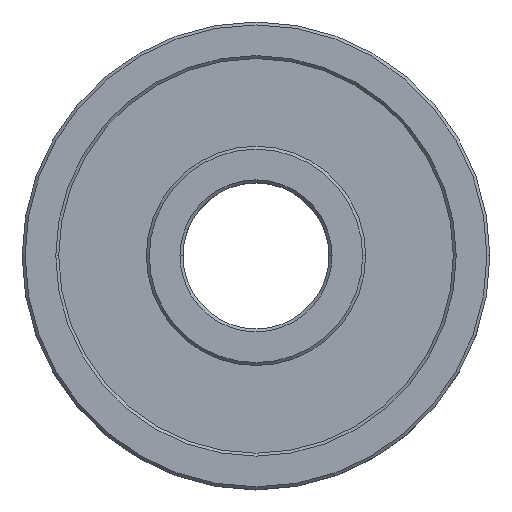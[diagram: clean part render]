
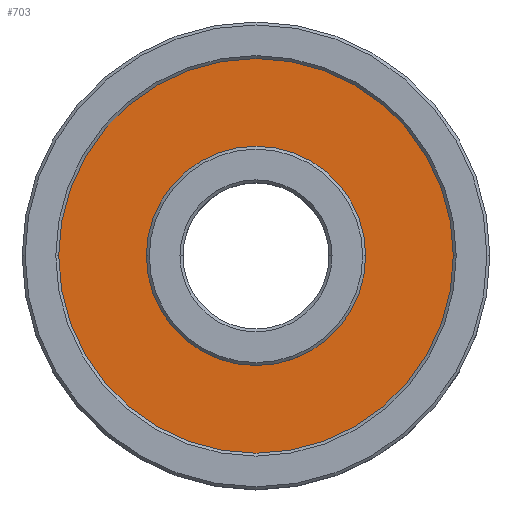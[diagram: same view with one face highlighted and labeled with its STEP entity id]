
A CAD part, top view. The second image highlights one B-rep face of the part: STEP entity #703.
In plain terms, the highlighted planar face has unit normal (0, 0, 1).
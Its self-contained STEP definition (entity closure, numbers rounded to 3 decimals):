
#72 = AXIS2_PLACEMENT_3D ( 'NONE', #496, #349, #357 ) ;
#111 = DIRECTION ( 'NONE',  ( 1., 0., 0. ) ) ;
#151 = CARTESIAN_POINT ( 'NONE',  ( 6.75, 0., 2.25 ) ) ;
#156 = DIRECTION ( 'NONE',  ( 0., 0., 1. ) ) ;
#157 = ORIENTED_EDGE ( 'NONE', *, *, #168, .T. ) ;
#168 = EDGE_CURVE ( 'NONE', #420, #429, #463, .T. ) ;
#210 = CARTESIAN_POINT ( 'NONE',  ( -3.75, 0., 2.25 ) ) ;
#218 = ORIENTED_EDGE ( 'NONE', *, *, #814, .T. ) ;
#236 = EDGE_LOOP ( 'NONE', ( #700, #780 ) ) ;
#267 = CARTESIAN_POINT ( 'NONE',  ( 0., 0., 2.25 ) ) ;
#287 = CARTESIAN_POINT ( 'NONE',  ( 0., 0., 2.25 ) ) ;
#310 = AXIS2_PLACEMENT_3D ( 'NONE', #267, #857, #653 ) ;
#318 = CARTESIAN_POINT ( 'NONE',  ( 0., 0., 2.25 ) ) ;
#324 = VERTEX_POINT ( 'NONE', #829 ) ;
#349 = DIRECTION ( 'NONE',  ( 0., 0., 1. ) ) ;
#357 = DIRECTION ( 'NONE',  ( 1., 0., 0. ) ) ;
#420 = VERTEX_POINT ( 'NONE', #731 ) ;
#426 = CIRCLE ( 'NONE', #759, 6.75 ) ;
#429 = VERTEX_POINT ( 'NONE', #151 ) ;
#430 = DIRECTION ( 'NONE',  ( 0., 0., 1. ) ) ;
#432 = EDGE_CURVE ( 'NONE', #850, #324, #528, .T. ) ;
#461 = AXIS2_PLACEMENT_3D ( 'NONE', #562, #568, #111 ) ;
#463 = CIRCLE ( 'NONE', #72, 6.75 ) ;
#484 = PLANE ( 'NONE',  #461 ) ;
#495 = FACE_BOUND ( 'NONE', #236, .T. ) ;
#496 = CARTESIAN_POINT ( 'NONE',  ( 0., 0., 2.25 ) ) ;
#518 = CIRCLE ( 'NONE', #310, 3.75 ) ;
#528 = CIRCLE ( 'NONE', #879, 3.75 ) ;
#562 = CARTESIAN_POINT ( 'NONE',  ( 0., 0., 2.25 ) ) ;
#563 = EDGE_LOOP ( 'NONE', ( #218, #157 ) ) ;
#568 = DIRECTION ( 'NONE',  ( 0., 0., 1. ) ) ;
#647 = EDGE_CURVE ( 'NONE', #324, #850, #518, .T. ) ;
#653 = DIRECTION ( 'NONE',  ( 1., 0., 0. ) ) ;
#700 = ORIENTED_EDGE ( 'NONE', *, *, #647, .F. ) ;
#703 = ADVANCED_FACE ( 'NONE', ( #495, #716 ), #484, .T. ) ;
#716 = FACE_OUTER_BOUND ( 'NONE', #563, .T. ) ;
#731 = CARTESIAN_POINT ( 'NONE',  ( -6.75, 0., 2.25 ) ) ;
#750 = DIRECTION ( 'NONE',  ( 1., 0., 0. ) ) ;
#759 = AXIS2_PLACEMENT_3D ( 'NONE', #287, #430, #961 ) ;
#780 = ORIENTED_EDGE ( 'NONE', *, *, #432, .F. ) ;
#814 = EDGE_CURVE ( 'NONE', #429, #420, #426, .T. ) ;
#829 = CARTESIAN_POINT ( 'NONE',  ( 3.75, 0., 2.25 ) ) ;
#850 = VERTEX_POINT ( 'NONE', #210 ) ;
#857 = DIRECTION ( 'NONE',  ( 0., 0., 1. ) ) ;
#879 = AXIS2_PLACEMENT_3D ( 'NONE', #318, #156, #750 ) ;
#961 = DIRECTION ( 'NONE',  ( 1., 0., 0. ) ) ;
